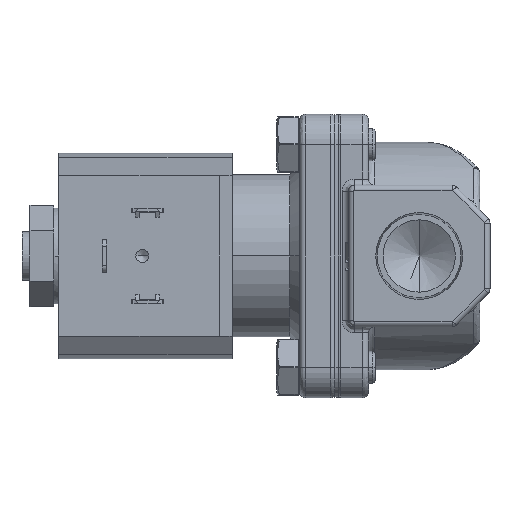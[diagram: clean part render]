
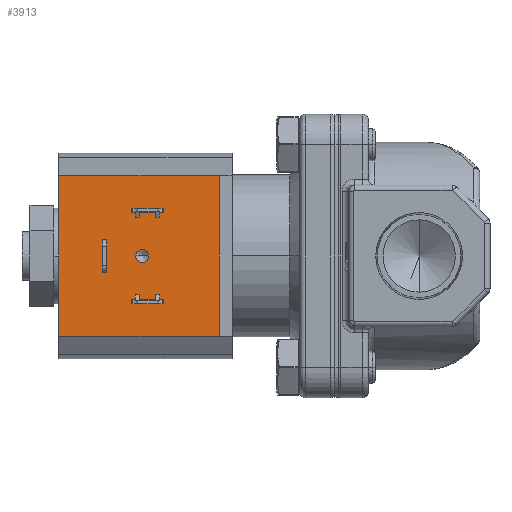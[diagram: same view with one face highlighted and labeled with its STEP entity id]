
A CAD part, left-side view. The second image highlights one B-rep face of the part: STEP entity #3913.
In plain terms, the highlighted planar face has unit normal (-1, 0, 0).
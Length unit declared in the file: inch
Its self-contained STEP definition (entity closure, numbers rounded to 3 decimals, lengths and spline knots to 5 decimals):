
#12 = CARTESIAN_POINT ( 'NONE',  ( -0.982, 1.33, -0.339 ) ) ;
#182 = VERTEX_POINT ( 'NONE', #16839 ) ;
#222 = CIRCLE ( 'NONE', #13251, 0.04975 ) ;
#571 = LINE ( 'NONE', #8898, #2180 ) ;
#673 = CARTESIAN_POINT ( 'NONE',  ( -0.982, 1.773, 0.1265 ) ) ;
#679 = CARTESIAN_POINT ( 'NONE',  ( -0.982, 2.146, 0. ) ) ;
#835 = EDGE_CURVE ( 'NONE', #4181, #182, #17239, .T. ) ;
#842 = DIRECTION ( 'NONE',  ( 0., -1., 0. ) ) ;
#924 = EDGE_LOOP ( 'NONE', ( #2557, #4198, #15540, #14375 ) ) ;
#1093 = DIRECTION ( 'NONE',  ( 0., 0., -1. ) ) ;
#1129 = LINE ( 'NONE', #14998, #5886 ) ;
#1252 = DIRECTION ( 'NONE',  ( 0., 0., 1. ) ) ;
#1634 = VECTOR ( 'NONE', #7491, 39.37008 ) ;
#1706 = LINE ( 'NONE', #14388, #1634 ) ;
#1751 = ORIENTED_EDGE ( 'NONE', *, *, #3262, .T. ) ;
#1965 = VERTEX_POINT ( 'NONE', #16196 ) ;
#1973 = VECTOR ( 'NONE', #1252, 39.37008 ) ;
#1979 = VERTEX_POINT ( 'NONE', #9305 ) ;
#2010 = CARTESIAN_POINT ( 'NONE',  ( -0.982, 0.896, 0.371 ) ) ;
#2098 = FACE_OUTER_BOUND ( 'NONE', #16556, .T. ) ;
#2153 = EDGE_CURVE ( 'NONE', #8540, #14739, #7902, .T. ) ;
#2180 = VECTOR ( 'NONE', #4913, 39.37008 ) ;
#2187 = FACE_BOUND ( 'NONE', #8969, .T. ) ;
#2193 = VECTOR ( 'NONE', #7440, 39.37008 ) ;
#2439 = VERTEX_POINT ( 'NONE', #12988 ) ;
#2557 = ORIENTED_EDGE ( 'NONE', *, *, #10314, .T. ) ;
#2583 = DIRECTION ( 'NONE',  ( 0., 1., 0. ) ) ;
#2584 = DIRECTION ( 'NONE',  ( 1., 0., 0. ) ) ;
#2712 = CARTESIAN_POINT ( 'NONE',  ( -0.982, 1.54515, 0. ) ) ;
#2756 = DIRECTION ( 'NONE',  ( 0., -1., 0. ) ) ;
#3081 = CARTESIAN_POINT ( 'NONE',  ( -0.982, 1.33, 0.339 ) ) ;
#3262 = EDGE_CURVE ( 'NONE', #16755, #8028, #6671, .T. ) ;
#3296 = CARTESIAN_POINT ( 'NONE',  ( -0.982, 0.896, -0.625 ) ) ;
#3382 = VECTOR ( 'NONE', #14265, 39.37008 ) ;
#3401 = VECTOR ( 'NONE', #13231, 39.37008 ) ;
#3470 = CARTESIAN_POINT ( 'NONE',  ( -0.982, 1.805, 0.1265 ) ) ;
#3475 = FACE_BOUND ( 'NONE', #8926, .T. ) ;
#3615 = CIRCLE ( 'NONE', #11440, 0.04975 ) ;
#3913 = ADVANCED_FACE ( 'Defeatured_0_406', ( #3475, #7450, #2098, #14712, #2187 ), #13073, .T. ) ;
#3943 = CARTESIAN_POINT ( 'NONE',  ( -0.982, 0.896, -0.371 ) ) ;
#3969 = VERTEX_POINT ( 'NONE', #12 ) ;
#4086 = EDGE_CURVE ( 'NONE', #1965, #9638, #9881, .T. ) ;
#4181 = VERTEX_POINT ( 'NONE', #17726 ) ;
#4198 = ORIENTED_EDGE ( 'NONE', *, *, #13997, .F. ) ;
#4518 = CARTESIAN_POINT ( 'NONE',  ( -0.982, 0.896, 0.625 ) ) ;
#4691 = CARTESIAN_POINT ( 'NONE',  ( -0.982, 1.33, -0.371 ) ) ;
#4767 = ORIENTED_EDGE ( 'NONE', *, *, #16681, .T. ) ;
#4799 = VECTOR ( 'NONE', #13975, 39.37008 ) ;
#4834 = VERTEX_POINT ( 'NONE', #3081 ) ;
#4851 = VERTEX_POINT ( 'NONE', #14237 ) ;
#4865 = ORIENTED_EDGE ( 'NONE', *, *, #13240, .T. ) ;
#4913 = DIRECTION ( 'NONE',  ( 0., 0., 1. ) ) ;
#5066 = EDGE_CURVE ( 'NONE', #1979, #8171, #8039, .T. ) ;
#5126 = AXIS2_PLACEMENT_3D ( 'NONE', #3296, #13257, #842 ) ;
#5252 = CARTESIAN_POINT ( 'NONE',  ( -0.982, 2.146, 0.625 ) ) ;
#5608 = CARTESIAN_POINT ( 'NONE',  ( -0.982, 1.4954, 0. ) ) ;
#5886 = VECTOR ( 'NONE', #2583, 39.37008 ) ;
#5905 = CARTESIAN_POINT ( 'NONE',  ( -0.982, 0.896, -0.339 ) ) ;
#6001 = VECTOR ( 'NONE', #1093, 39.37008 ) ;
#6018 = VECTOR ( 'NONE', #9941, 39.37008 ) ;
#6343 = VECTOR ( 'NONE', #13599, 39.37008 ) ;
#6671 = LINE ( 'NONE', #9217, #11026 ) ;
#6698 = CARTESIAN_POINT ( 'NONE',  ( -0.982, 1.773, -0.625 ) ) ;
#6756 = VERTEX_POINT ( 'NONE', #2712 ) ;
#6958 = ORIENTED_EDGE ( 'NONE', *, *, #12190, .T. ) ;
#7082 = VERTEX_POINT ( 'NONE', #673 ) ;
#7261 = LINE ( 'NONE', #5905, #4799 ) ;
#7340 = ORIENTED_EDGE ( 'NONE', *, *, #835, .F. ) ;
#7440 = DIRECTION ( 'NONE',  ( 0., -1., 0. ) ) ;
#7450 = FACE_BOUND ( 'NONE', #924, .T. ) ;
#7452 = LINE ( 'NONE', #17141, #3382 ) ;
#7471 = EDGE_CURVE ( 'NONE', #7082, #1965, #15045, .T. ) ;
#7491 = DIRECTION ( 'NONE',  ( 0., 0., -1. ) ) ;
#7663 = CARTESIAN_POINT ( 'NONE',  ( -0.982, 1.58, -0.339 ) ) ;
#7880 = EDGE_CURVE ( 'NONE', #4181, #14739, #16644, .T. ) ;
#7902 = LINE ( 'NONE', #679, #15337 ) ;
#8028 = VERTEX_POINT ( 'NONE', #7663 ) ;
#8039 = LINE ( 'NONE', #16374, #1973 ) ;
#8128 = EDGE_LOOP ( 'NONE', ( #11521, #17298, #4865, #6958 ) ) ;
#8171 = VERTEX_POINT ( 'NONE', #12201 ) ;
#8216 = VECTOR ( 'NONE', #14289, 39.37008 ) ;
#8540 = VERTEX_POINT ( 'NONE', #16484 ) ;
#8879 = EDGE_CURVE ( 'NONE', #182, #8540, #9848, .T. ) ;
#8898 = CARTESIAN_POINT ( 'NONE',  ( -0.982, 1.805, -0.625 ) ) ;
#8926 = EDGE_LOOP ( 'NONE', ( #1751, #4767, #14447, #15117 ) ) ;
#8969 = EDGE_LOOP ( 'NONE', ( #13708, #9475 ) ) ;
#9217 = CARTESIAN_POINT ( 'NONE',  ( -0.982, 1.58, -0.625 ) ) ;
#9305 = CARTESIAN_POINT ( 'NONE',  ( -0.982, 1.58, 0.339 ) ) ;
#9475 = ORIENTED_EDGE ( 'NONE', *, *, #17860, .T. ) ;
#9558 = DIRECTION ( 'NONE',  ( 0., 1., 0. ) ) ;
#9638 = VERTEX_POINT ( 'NONE', #15151 ) ;
#9779 = DIRECTION ( 'NONE',  ( 0., -1., 0. ) ) ;
#9839 = ORIENTED_EDGE ( 'NONE', *, *, #2153, .F. ) ;
#9848 = LINE ( 'NONE', #15382, #8216 ) ;
#9881 = LINE ( 'NONE', #15417, #3401 ) ;
#9911 = VECTOR ( 'NONE', #9558, 39.37008 ) ;
#9941 = DIRECTION ( 'NONE',  ( 0., 1., 0. ) ) ;
#9997 = LINE ( 'NONE', #11274, #12660 ) ;
#10314 = EDGE_CURVE ( 'NONE', #9638, #10320, #571, .T. ) ;
#10320 = VERTEX_POINT ( 'NONE', #3470 ) ;
#10325 = EDGE_CURVE ( 'NONE', #8171, #4851, #17395, .T. ) ;
#10762 = DIRECTION ( 'NONE',  ( 0., 0., 1. ) ) ;
#10899 = EDGE_CURVE ( 'NONE', #3969, #16019, #1706, .T. ) ;
#11026 = VECTOR ( 'NONE', #10762, 39.37008 ) ;
#11274 = CARTESIAN_POINT ( 'NONE',  ( -0.982, 0.896, 0.339 ) ) ;
#11440 = AXIS2_PLACEMENT_3D ( 'NONE', #13638, #2584, #2756 ) ;
#11521 = ORIENTED_EDGE ( 'NONE', *, *, #5066, .T. ) ;
#12190 = EDGE_CURVE ( 'NONE', #4834, #1979, #9997, .T. ) ;
#12201 = CARTESIAN_POINT ( 'NONE',  ( -0.982, 1.58, 0.371 ) ) ;
#12647 = EDGE_CURVE ( 'NONE', #2439, #6756, #222, .T. ) ;
#12660 = VECTOR ( 'NONE', #12897, 39.37008 ) ;
#12897 = DIRECTION ( 'NONE',  ( 0., 1., 0. ) ) ;
#12988 = CARTESIAN_POINT ( 'NONE',  ( -0.982, 1.44565, 0. ) ) ;
#13073 = PLANE ( 'NONE',  #5126 ) ;
#13082 = CARTESIAN_POINT ( 'NONE',  ( -0.982, 0.896, 0. ) ) ;
#13231 = DIRECTION ( 'NONE',  ( 0., 1., 0. ) ) ;
#13240 = EDGE_CURVE ( 'NONE', #4851, #4834, #7452, .T. ) ;
#13251 = AXIS2_PLACEMENT_3D ( 'NONE', #5608, #16659, #9779 ) ;
#13257 = DIRECTION ( 'NONE',  ( -1., 0., 0. ) ) ;
#13450 = DIRECTION ( 'NONE',  ( 0., 0., 1. ) ) ;
#13591 = ORIENTED_EDGE ( 'NONE', *, *, #8879, .F. ) ;
#13599 = DIRECTION ( 'NONE',  ( 0., 0., -1. ) ) ;
#13638 = CARTESIAN_POINT ( 'NONE',  ( -0.982, 1.4954, 0. ) ) ;
#13708 = ORIENTED_EDGE ( 'NONE', *, *, #12647, .T. ) ;
#13784 = ORIENTED_EDGE ( 'NONE', *, *, #7880, .T. ) ;
#13975 = DIRECTION ( 'NONE',  ( 0., -1., 0. ) ) ;
#13997 = EDGE_CURVE ( 'NONE', #7082, #10320, #1129, .T. ) ;
#14237 = CARTESIAN_POINT ( 'NONE',  ( -0.982, 1.33, 0.371 ) ) ;
#14265 = DIRECTION ( 'NONE',  ( 0., 0., -1. ) ) ;
#14289 = DIRECTION ( 'NONE',  ( 0., 1., 0. ) ) ;
#14375 = ORIENTED_EDGE ( 'NONE', *, *, #4086, .T. ) ;
#14388 = CARTESIAN_POINT ( 'NONE',  ( -0.982, 1.33, -0.625 ) ) ;
#14447 = ORIENTED_EDGE ( 'NONE', *, *, #10899, .T. ) ;
#14712 = FACE_BOUND ( 'NONE', #8128, .T. ) ;
#14739 = VERTEX_POINT ( 'NONE', #5252 ) ;
#14998 = CARTESIAN_POINT ( 'NONE',  ( -0.982, 1.805, 0.1265 ) ) ;
#15045 = LINE ( 'NONE', #6698, #6001 ) ;
#15117 = ORIENTED_EDGE ( 'NONE', *, *, #15590, .T. ) ;
#15151 = CARTESIAN_POINT ( 'NONE',  ( -0.982, 1.805, -0.1265 ) ) ;
#15337 = VECTOR ( 'NONE', #13450, 39.37008 ) ;
#15382 = CARTESIAN_POINT ( 'NONE',  ( -0.982, 0.896, -0.625 ) ) ;
#15417 = CARTESIAN_POINT ( 'NONE',  ( -0.982, 1.805, -0.1265 ) ) ;
#15540 = ORIENTED_EDGE ( 'NONE', *, *, #7471, .T. ) ;
#15590 = EDGE_CURVE ( 'NONE', #16019, #16755, #16432, .T. ) ;
#15695 = CARTESIAN_POINT ( 'NONE',  ( -0.982, 1.58, -0.371 ) ) ;
#16019 = VERTEX_POINT ( 'NONE', #4691 ) ;
#16196 = CARTESIAN_POINT ( 'NONE',  ( -0.982, 1.773, -0.1265 ) ) ;
#16374 = CARTESIAN_POINT ( 'NONE',  ( -0.982, 1.58, -0.625 ) ) ;
#16432 = LINE ( 'NONE', #3943, #9911 ) ;
#16484 = CARTESIAN_POINT ( 'NONE',  ( -0.982, 2.146, -0.625 ) ) ;
#16556 = EDGE_LOOP ( 'NONE', ( #7340, #13784, #9839, #13591 ) ) ;
#16644 = LINE ( 'NONE', #4518, #6018 ) ;
#16659 = DIRECTION ( 'NONE',  ( 1., 0., 0. ) ) ;
#16681 = EDGE_CURVE ( 'NONE', #8028, #3969, #7261, .T. ) ;
#16755 = VERTEX_POINT ( 'NONE', #15695 ) ;
#16839 = CARTESIAN_POINT ( 'NONE',  ( -0.982, 0.896, -0.625 ) ) ;
#17141 = CARTESIAN_POINT ( 'NONE',  ( -0.982, 1.33, -0.625 ) ) ;
#17239 = LINE ( 'NONE', #13082, #6343 ) ;
#17298 = ORIENTED_EDGE ( 'NONE', *, *, #10325, .T. ) ;
#17395 = LINE ( 'NONE', #2010, #2193 ) ;
#17726 = CARTESIAN_POINT ( 'NONE',  ( -0.982, 0.896, 0.625 ) ) ;
#17860 = EDGE_CURVE ( 'NONE', #6756, #2439, #3615, .T. ) ;
